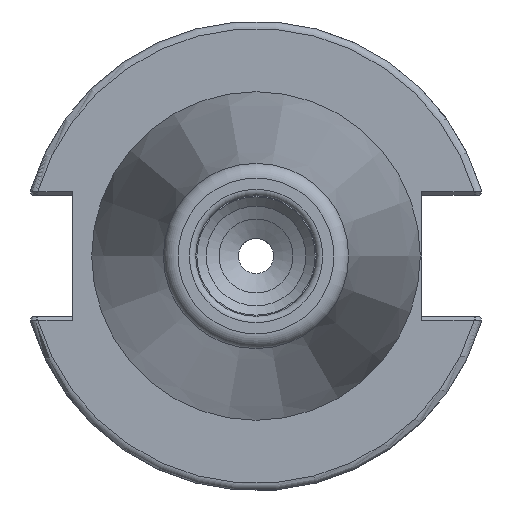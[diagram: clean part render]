
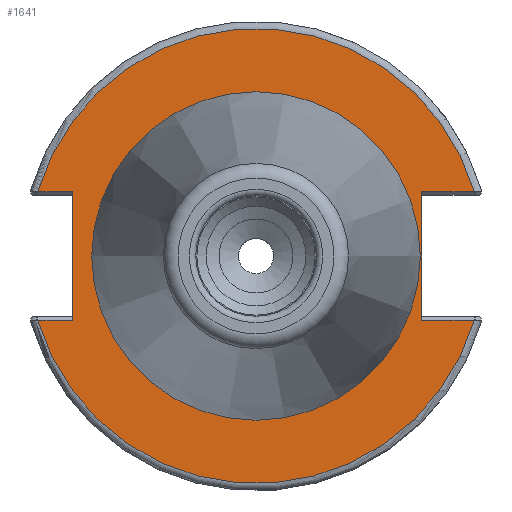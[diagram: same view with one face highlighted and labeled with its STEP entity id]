
A CAD part, left-side view. The second image highlights one B-rep face of the part: STEP entity #1641.
In plain terms, the highlighted planar face has unit normal (-1, 0, 0).
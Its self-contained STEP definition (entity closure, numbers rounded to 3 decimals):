
#51=FACE_BOUND('',#235,.T.);
#60=PLANE('',#1789);
#139=FACE_OUTER_BOUND('',#234,.T.);
#234=EDGE_LOOP('',(#1215,#1216,#1217,#1218,#1219,#1220,#1221,#1222));
#235=EDGE_LOOP('',(#1223,#1224));
#347=CIRCLE('',#1788,30.775);
#348=CIRCLE('',#1790,30.775);
#349=CIRCLE('',#1791,22.225);
#350=CIRCLE('',#1792,22.225);
#420=LINE('',#2627,#523);
#422=LINE('',#2695,#525);
#423=LINE('',#2697,#526);
#424=LINE('',#2701,#527);
#425=LINE('',#2703,#528);
#426=LINE('',#2704,#529);
#523=VECTOR('',#2021,10.);
#525=VECTOR('',#2039,10.);
#526=VECTOR('',#2040,10.);
#527=VECTOR('',#2043,10.);
#528=VECTOR('',#2044,10.);
#529=VECTOR('',#2045,10.);
#698=VERTEX_POINT('',#2620);
#701=VERTEX_POINT('',#2625);
#707=VERTEX_POINT('',#2673);
#709=VERTEX_POINT('',#2694);
#710=VERTEX_POINT('',#2696);
#711=VERTEX_POINT('',#2698);
#712=VERTEX_POINT('',#2700);
#713=VERTEX_POINT('',#2702);
#714=VERTEX_POINT('',#2705);
#715=VERTEX_POINT('',#2706);
#889=EDGE_CURVE('',#701,#698,#420,.T.);
#899=EDGE_CURVE('',#698,#707,#347,.T.);
#902=EDGE_CURVE('',#701,#709,#422,.T.);
#903=EDGE_CURVE('',#710,#709,#423,.T.);
#904=EDGE_CURVE('',#711,#710,#348,.T.);
#905=EDGE_CURVE('',#712,#711,#424,.T.);
#906=EDGE_CURVE('',#712,#713,#425,.T.);
#907=EDGE_CURVE('',#707,#713,#426,.T.);
#908=EDGE_CURVE('',#714,#715,#349,.T.);
#909=EDGE_CURVE('',#715,#714,#350,.T.);
#1215=ORIENTED_EDGE('',*,*,#889,.F.);
#1216=ORIENTED_EDGE('',*,*,#902,.T.);
#1217=ORIENTED_EDGE('',*,*,#903,.F.);
#1218=ORIENTED_EDGE('',*,*,#904,.F.);
#1219=ORIENTED_EDGE('',*,*,#905,.F.);
#1220=ORIENTED_EDGE('',*,*,#906,.T.);
#1221=ORIENTED_EDGE('',*,*,#907,.F.);
#1222=ORIENTED_EDGE('',*,*,#899,.F.);
#1223=ORIENTED_EDGE('',*,*,#908,.T.);
#1224=ORIENTED_EDGE('',*,*,#909,.T.);
#1641=ADVANCED_FACE('',(#139,#51),#60,.T.);
#1788=AXIS2_PLACEMENT_3D('',#2674,#2035,#2036);
#1789=AXIS2_PLACEMENT_3D('',#2693,#2037,#2038);
#1790=AXIS2_PLACEMENT_3D('',#2699,#2041,#2042);
#1791=AXIS2_PLACEMENT_3D('',#2707,#2046,#2047);
#1792=AXIS2_PLACEMENT_3D('',#2708,#2048,#2049);
#2021=DIRECTION('',(0.,-1.,0.));
#2035=DIRECTION('center_axis',(1.,0.,0.));
#2036=DIRECTION('ref_axis',(0.,0.,-1.));
#2037=DIRECTION('center_axis',(-1.,0.,0.));
#2038=DIRECTION('ref_axis',(0.,0.,1.));
#2039=DIRECTION('',(0.,0.,1.));
#2040=DIRECTION('',(0.,1.,0.));
#2041=DIRECTION('center_axis',(1.,0.,0.));
#2042=DIRECTION('ref_axis',(0.,0.,-1.));
#2043=DIRECTION('',(0.,1.,0.));
#2044=DIRECTION('',(0.,0.,-1.));
#2045=DIRECTION('',(0.,-1.,0.));
#2046=DIRECTION('center_axis',(1.,0.,0.));
#2047=DIRECTION('ref_axis',(0.,0.,-1.));
#2048=DIRECTION('center_axis',(1.,0.,0.));
#2049=DIRECTION('ref_axis',(0.,0.,-1.));
#2620=CARTESIAN_POINT('',(3.175,-29.523,-8.69));
#2625=CARTESIAN_POINT('',(3.175,-22.41,-8.69));
#2627=CARTESIAN_POINT('',(3.175,-4.878,-8.69));
#2673=CARTESIAN_POINT('',(3.175,29.523,-8.69));
#2674=CARTESIAN_POINT('Origin',(3.175,0.,
0.));
#2693=CARTESIAN_POINT('Origin',(3.175,30.775,0.));
#2694=CARTESIAN_POINT('',(3.175,-22.41,8.69));
#2695=CARTESIAN_POINT('',(3.175,-22.41,-4.095));
#2696=CARTESIAN_POINT('',(3.175,-29.523,8.69));
#2697=CARTESIAN_POINT('',(3.175,4.182,8.69));
#2698=CARTESIAN_POINT('',(3.175,29.523,8.69));
#2699=CARTESIAN_POINT('Origin',(3.175,0.,
0.));
#2700=CARTESIAN_POINT('',(3.175,24.8,8.69));
#2701=CARTESIAN_POINT('',(3.175,32.958,8.69));
#2702=CARTESIAN_POINT('',(3.175,24.8,-8.69));
#2703=CARTESIAN_POINT('',(3.175,24.8,4.095));
#2704=CARTESIAN_POINT('',(3.175,27.788,-8.69));
#2705=CARTESIAN_POINT('',(3.175,22.225,0.));
#2706=CARTESIAN_POINT('',(3.175,-22.225,0.));
#2707=CARTESIAN_POINT('Origin',(3.175,0.,
0.));
#2708=CARTESIAN_POINT('Origin',(3.175,0.,
0.));
